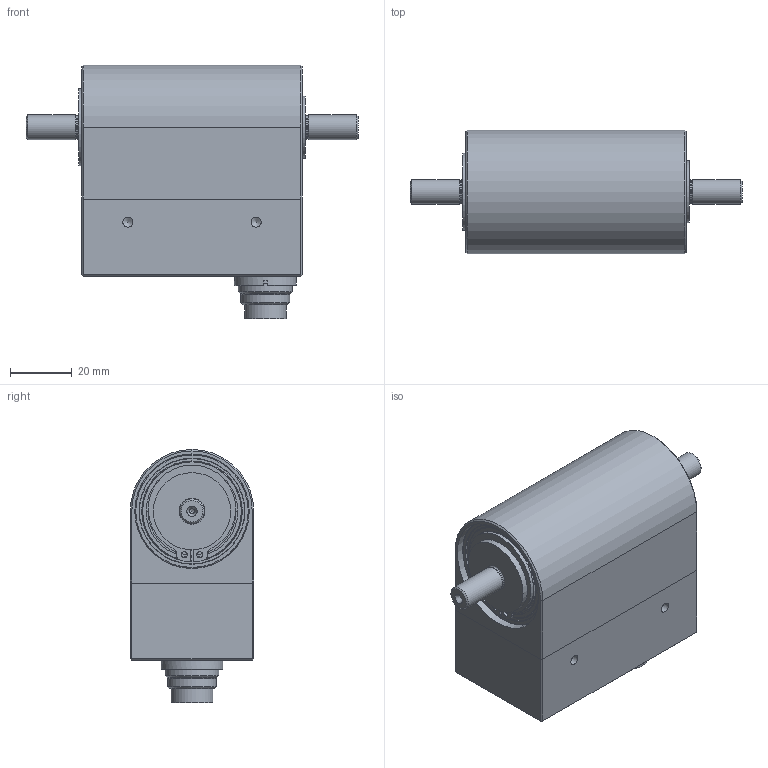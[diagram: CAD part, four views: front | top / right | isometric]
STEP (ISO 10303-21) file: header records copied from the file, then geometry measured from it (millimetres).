
FILE_DESCRIPTION( ( 'Unknown' ), '1' );
FILE_NAME( 'Dr2208-5_0_5Nm.stp', 'Unknown', ( 'Unknown' ), ( 'Unknown' ), 'PSStep 17.0.49', 'Unknown', ' ' );
FILE_SCHEMA( ( 'AUTOMOTIVE_DESIGN { 1 0 10303 214 1 1 1 1 }' ) );
Length unit declared in the file: millimetre
Products named in the file (28): 2155-b03_doc-00037909; 2155-002_doc-00037341; Sicherungsring DIN 472-32x1,2-T1; INA-20x32x7-61804 2RS; 2531-B01_DOC-00071820; ina-25x37x7-61805 2z; sicherungsring din 471-20x1,2-t1; sicherungsring din 471-25x1,2-t1; 2531-001_DOC-00071818; 2318-B01_Gehäusedeckel_DOC-00070626; 2318-001_DOC-00070613; Zylinderstift ISO 8734-2x6-B; Zylinderstift ISO 8734-2x6-B-oa0; Senkschraube DIN 965-M3x30-H; Senkschraube DIN 965-M3x30-H-oa1; Senkschraube DIN 965-M3x30-H-oa2; Senkschraube DIN 965-M3x30-H-oa3; Assem1; flanschstecker 12-polig serie 723; mutter_09-0323-89-06_DOC-00067592
Assembly tree (27 placements, depth 3):
  Assem1
    flanschstecker 12-polig serie 723
    mutter_09-0323-89-06_DOC-00067592
    2531-B01_DOC-00071820
      ina-25x37x7-61805 2z
      ina-25x37x7-61805 2z
      ina-25x37x7-61805 2z
      ina-25x37x7-61805 2z
      ina-25x37x7-61805 2z
      sicherungsring din 471-20x1,2-t1
      sicherungsring din 471-25x1,2-t1
      2531-001_DOC-00071818
    2155-b03_doc-00037909
      2155-002_doc-00037341
      Sicherungsring DIN 472-32x1,2-T1
      INA-20x32x7-61804 2RS
      INA-20x32x7-61804 2RS
      INA-20x32x7-61804 2RS
      INA-20x32x7-61804 2RS
      INA-20x32x7-61804 2RS
    2318-B01_Gehäusedeckel_DOC-00070626
      2318-001_DOC-00070613
      Zylinderstift ISO 8734-2x6-B
      Zylinderstift ISO 8734-2x6-B-oa0
      Senkschraube DIN 965-M3x30-H
      Senkschraube DIN 965-M3x30-H-oa1
      Senkschraube DIN 965-M3x30-H-oa2
      Senkschraube DIN 965-M3x30-H-oa3
Bounding box: 107.5 x 40 x 81.95 mm (x, y, z)
Volume: 98718.2 mm3; surface area: 62337.9 mm2
Topology: 24 solids, 26 shells, 453 faces, 1002 edges, 652 vertices
Faces by surface type: plane 205, cylinder 169, cone 55, torus 22, bspline 2
Full cylindrical faces by diameter (mm): 1 x24, 1.6 x2, 2 x8, 2.2 x2, 2.387 x4, 2.459 x5, 2.5 x2, 3 x4, 3.242 x4, 3.4 x4, 5.6 x4, 7.6 x2, 8 x2, 12 x1, 13.5 x1, 15 x1, 15.875 x1, 17.188 x1, 17.462 x1, 17.8 x1, 19 x1, 20 x5, 22 x1, 23.9 x1, 24.031 x2, 25 x3, 28.5 x2, 29.02 x4, 29.48 x2, 29.5 x2
Entity records: 15236 total; most frequent: DIRECTION 2090, CARTESIAN_POINT 1885, ORIENTED_EDGE 1472, AXIS2_PLACEMENT_3D 876, EDGE_LOOP 738, EDGE_CURVE 736, VERTEX_POINT 599, FACE_OUTER_BOUND 584
